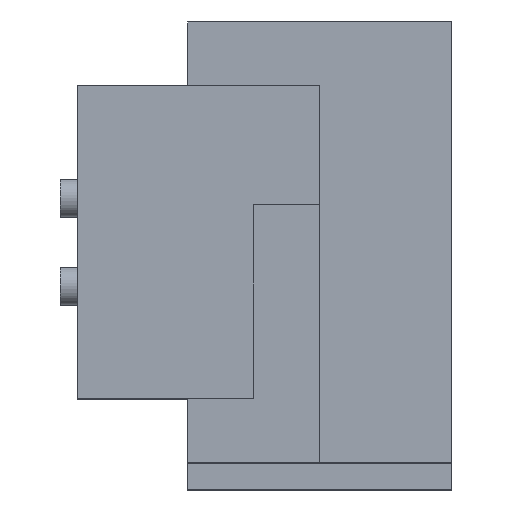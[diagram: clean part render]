
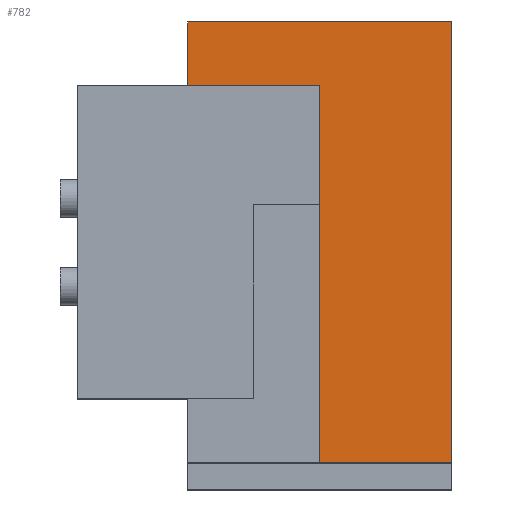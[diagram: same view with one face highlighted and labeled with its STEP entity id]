
A CAD part, top view. The second image highlights one B-rep face of the part: STEP entity #782.
In plain terms, the highlighted planar face has unit normal (0, 0, 1).
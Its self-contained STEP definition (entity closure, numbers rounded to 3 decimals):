
#49=LINE('',#1196,#133);
#62=LINE('',#1221,#146);
#82=LINE('',#1260,#166);
#93=LINE('',#1284,#177);
#95=LINE('',#1287,#179);
#96=LINE('',#1288,#180);
#133=VECTOR('',#987,10.);
#146=VECTOR('',#1006,10.);
#166=VECTOR('',#1034,10.);
#177=VECTOR('',#1057,10.);
#179=VECTOR('',#1061,10.);
#180=VECTOR('',#1062,10.);
#240=FACE_OUTER_BOUND('',#293,.T.);
#293=EDGE_LOOP('',(#645,#646,#647,#648,#649,#650));
#359=VERTEX_POINT('',#1193);
#360=VERTEX_POINT('',#1195);
#369=VERTEX_POINT('',#1219);
#383=VERTEX_POINT('',#1257);
#384=VERTEX_POINT('',#1259);
#391=VERTEX_POINT('',#1283);
#440=EDGE_CURVE('',#359,#360,#49,.T.);
#453=EDGE_CURVE('',#369,#359,#62,.T.);
#473=EDGE_CURVE('',#383,#384,#82,.T.);
#484=EDGE_CURVE('',#360,#391,#93,.T.);
#486=EDGE_CURVE('',#391,#383,#95,.T.);
#487=EDGE_CURVE('',#384,#369,#96,.T.);
#645=ORIENTED_EDGE('',*,*,#486,.F.);
#646=ORIENTED_EDGE('',*,*,#484,.F.);
#647=ORIENTED_EDGE('',*,*,#440,.F.);
#648=ORIENTED_EDGE('',*,*,#453,.F.);
#649=ORIENTED_EDGE('',*,*,#487,.F.);
#650=ORIENTED_EDGE('',*,*,#473,.F.);
#735=PLANE('',#863);
#782=ADVANCED_FACE('',(#240),#735,.F.);
#863=AXIS2_PLACEMENT_3D('',#1286,#1059,#1060);
#987=DIRECTION('',(0.,1.,0.));
#1006=DIRECTION('',(-1.,0.,0.));
#1034=DIRECTION('',(1.,0.,0.));
#1057=DIRECTION('',(-1.,0.,0.));
#1059=DIRECTION('center_axis',(0.,0.,-1.));
#1060=DIRECTION('ref_axis',(-1.,0.,0.));
#1061=DIRECTION('',(0.,1.,0.));
#1062=DIRECTION('',(0.,-1.,0.));
#1193=CARTESIAN_POINT('',(27.5,-25.,28.25));
#1195=CARTESIAN_POINT('',(27.5,17.75,28.25));
#1196=CARTESIAN_POINT('',(27.5,-8.875,28.25));
#1219=CARTESIAN_POINT('',(42.5,-25.,28.25));
#1221=CARTESIAN_POINT('',(12.5,-25.,28.25));
#1257=CARTESIAN_POINT('',(12.5,25.,28.25));
#1259=CARTESIAN_POINT('',(42.5,25.,28.25));
#1260=CARTESIAN_POINT('',(12.5,25.,28.25));
#1283=CARTESIAN_POINT('',(12.5,17.75,28.25));
#1284=CARTESIAN_POINT('',(0.,17.75,28.25));
#1286=CARTESIAN_POINT('Origin',(20.,21.375,28.25));
#1287=CARTESIAN_POINT('',(12.5,17.75,28.25));
#1288=CARTESIAN_POINT('',(42.5,-25.,28.25));
